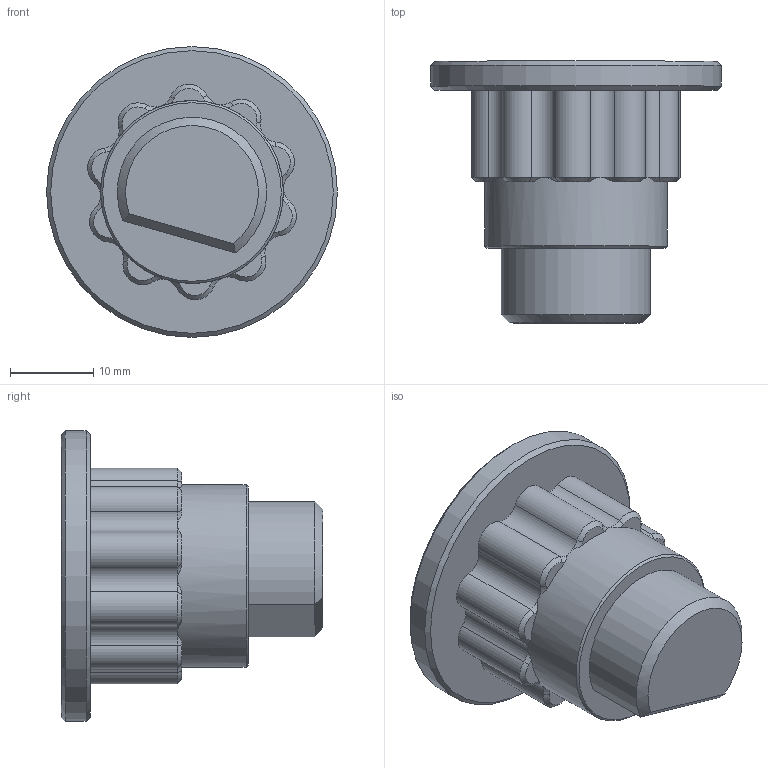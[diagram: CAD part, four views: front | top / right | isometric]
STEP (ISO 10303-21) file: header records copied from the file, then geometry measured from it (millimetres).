
FILE_DESCRIPTION( ( '' ), ' ' );
FILE_NAME( '5de4c027cbc37b1598197edc.step', '2019-12-02T07:41:28', ( '' ), ( '' ), ' ', ' ', ' ' );
FILE_SCHEMA( ( 'AUTOMOTIVE_DESIGN { 1 0 10303 214 1 1 1 1 }' ) );
Length unit declared in the file: metre
Products named in the file (1): gear
Bounding box: 35 x 31.5 x 35 mm (x, y, z)
Volume: 13188.5 mm3; surface area: 4273.9 mm2
Topology: 1 solids, 1 shells, 113 faces, 259 edges, 160 vertices
Faces by surface type: cone 34, plane 30, extrusion 25, cylinder 24
Full cylindrical faces by diameter (mm): 22 x1, 32.5 x1, 35 x1
Entity records: 6370 total; most frequent: CARTESIAN_POINT 3043, ORIENTED_EDGE 482, DIRECTION 474, EDGE_CURVE 241, AXIS2_PLACEMENT_3D 191, VERTEX_POINT 155, EDGE_LOOP 138, FACE_OUTER_BOUND 123
